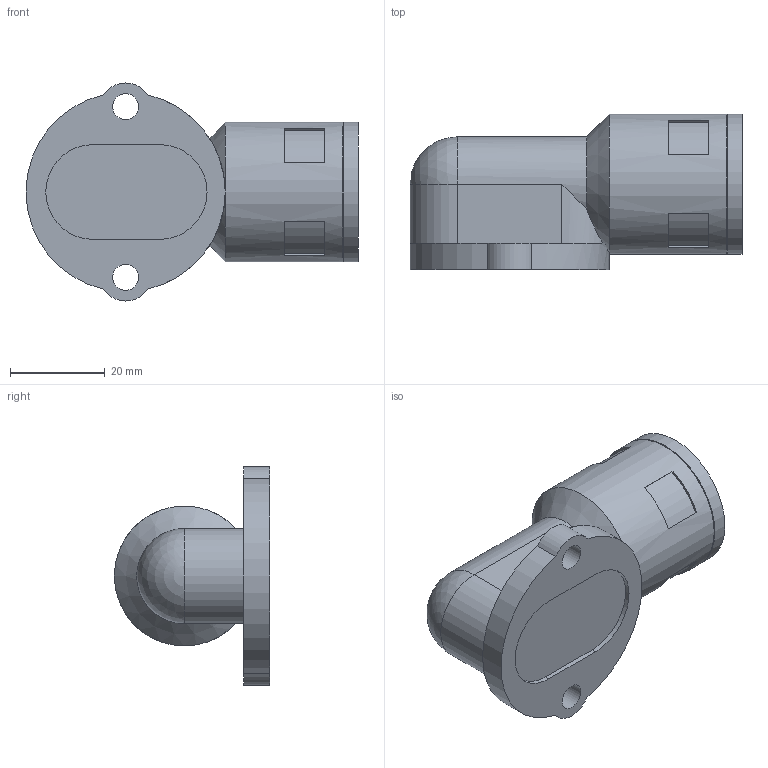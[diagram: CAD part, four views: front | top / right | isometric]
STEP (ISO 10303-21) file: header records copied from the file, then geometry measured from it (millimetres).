
FILE_DESCRIPTION( ( 'STEP AP203' ), '1' );
FILE_NAME( 'FLEXA RQW-F 5020.077.216.stp', '2020-03-27T11:13:55', ( 'License CC BY-ND 4.0' ), ( 'CADENAS' ), ' ', 'PARTsolutions', ' ' );
FILE_SCHEMA( ( 'CONFIG_CONTROL_DESIGN' ) );
Length unit declared in the file: millimetre
Products named in the file (1): _FLEXA RQW-F 5020.077.216
Bounding box: 70 x 32.75 x 46 mm (x, y, z)
Volume: 32615.6 mm3; surface area: 10964.5 mm2
Topology: 1 solids, 1 shells, 52 faces, 121 edges, 79 vertices
Faces by surface type: plane 29, cylinder 21, cone 1, sphere 1
Full cylindrical faces by diameter (mm): 5.5 x2, 20 x1, 21.2 x1, 28.5 x1, 29.5 x2
Entity records: 1534 total; most frequent: CARTESIAN_POINT 295, DIRECTION 264, ORIENTED_EDGE 222, EDGE_CURVE 111, AXIS2_PLACEMENT_3D 106, VERTEX_POINT 77, EDGE_LOOP 72, FACE_OUTER_BOUND 59
